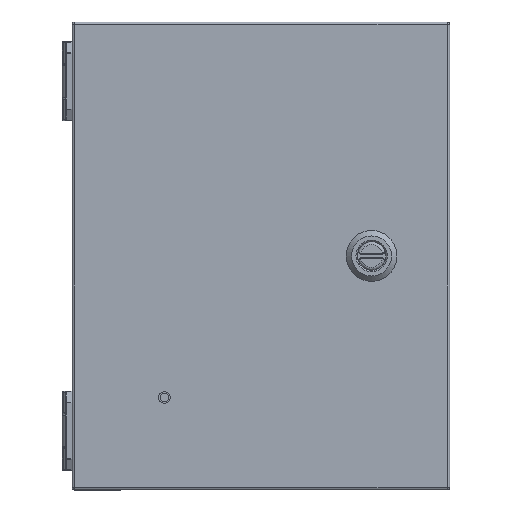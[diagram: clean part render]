
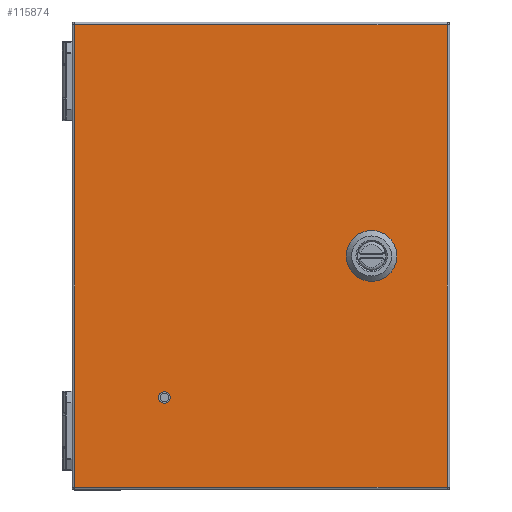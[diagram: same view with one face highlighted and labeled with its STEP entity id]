
A CAD part, top view. The second image highlights one B-rep face of the part: STEP entity #115874.
In plain terms, the highlighted planar face has unit normal (0, 0, 1).
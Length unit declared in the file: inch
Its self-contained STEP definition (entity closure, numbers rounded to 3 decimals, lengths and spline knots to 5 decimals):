
#3129 = CARTESIAN_POINT ( 'NONE',  ( 4.1452, -5.1275, 4.107 ) ) ;
#4010 = DIRECTION ( 'NONE',  ( -1., 0., 0. ) ) ;
#4182 = VECTOR ( 'NONE', #129243, 39.37008 ) ;
#4449 = LINE ( 'NONE', #28969, #28471 ) ;
#5544 = VECTOR ( 'NONE', #29719, 39.37008 ) ;
#6005 = CARTESIAN_POINT ( 'NONE',  ( 2.0762, 0.0001, 4.107 ) ) ;
#6201 = EDGE_CURVE ( 'NONE', #149790, #50727, #78416, .T. ) ;
#7414 = EDGE_CURVE ( 'NONE', #57157, #84930, #4449, .T. ) ;
#7678 = VECTOR ( 'NONE', #46636, 39.37008 ) ;
#7982 = ORIENTED_EDGE ( 'NONE', *, *, #114204, .F. ) ;
#8354 = CARTESIAN_POINT ( 'NONE',  ( 4.2052, -5.1275, 4.107 ) ) ;
#8687 = ORIENTED_EDGE ( 'NONE', *, *, #103889, .T. ) ;
#9423 = DIRECTION ( 'NONE',  ( -1., 0., 0. ) ) ;
#12578 = CIRCLE ( 'NONE', #148872, 0.443 ) ;
#14534 = EDGE_CURVE ( 'NONE', #24562, #57157, #31080, .T. ) ;
#14903 = CARTESIAN_POINT ( 'NONE',  ( 2.8682, 0.0001, 4.107 ) ) ;
#15522 = VERTEX_POINT ( 'NONE', #78449 ) ;
#18503 = EDGE_CURVE ( 'NONE', #15522, #55846, #80937, .T. ) ;
#18804 = CARTESIAN_POINT ( 'NONE',  ( 2.8682, -0.19858, 4.107 ) ) ;
#18822 = CARTESIAN_POINT ( 'NONE',  ( 2.4722, 0., 4.107 ) ) ;
#18867 = VECTOR ( 'NONE', #41709, 39.37008 ) ;
#19090 = CARTESIAN_POINT ( 'NONE',  ( -2.21855, -3.1395, 4.107 ) ) ;
#19580 = DIRECTION ( 'NONE',  ( -1., 0., 0. ) ) ;
#21271 = CIRCLE ( 'NONE', #152439, 0.09655 ) ;
#21302 = CARTESIAN_POINT ( 'NONE',  ( -4.11, -5.1875, 4.107 ) ) ;
#23285 = AXIS2_PLACEMENT_3D ( 'NONE', #18822, #43327, #19580 ) ;
#24562 = VERTEX_POINT ( 'NONE', #64120 ) ;
#24855 = LINE ( 'NONE', #107875, #47477 ) ;
#27735 = DIRECTION ( 'NONE',  ( 0., 0., 1. ) ) ;
#28256 = LINE ( 'NONE', #113656, #18867 ) ;
#28471 = VECTOR ( 'NONE', #91315, 39.37008 ) ;
#28969 = CARTESIAN_POINT ( 'NONE',  ( 1.0175, 0.396, 4.107 ) ) ;
#29095 = DIRECTION ( 'NONE',  ( 0., 1., 0. ) ) ;
#29719 = DIRECTION ( 'NONE',  ( 0., -1., 0. ) ) ;
#30139 = VERTEX_POINT ( 'NONE', #19090 ) ;
#30802 = CARTESIAN_POINT ( 'NONE',  ( 1.0175, 0.0001, 4.107 ) ) ;
#31080 = CIRCLE ( 'NONE', #114407, 0.443 ) ;
#33889 = ORIENTED_EDGE ( 'NONE', *, *, #6201, .F. ) ;
#35380 = EDGE_CURVE ( 'NONE', #84930, #68848, #12578, .T. ) ;
#37452 = CARTESIAN_POINT ( 'NONE',  ( 2.67077, -0.396, 4.107 ) ) ;
#39745 = ORIENTED_EDGE ( 'NONE', *, *, #60744, .T. ) ;
#40364 = FACE_BOUND ( 'NONE', #59929, .T. ) ;
#41709 = DIRECTION ( 'NONE',  ( 0., 1., 0. ) ) ;
#42391 = LINE ( 'NONE', #6005, #5544 ) ;
#43148 = AXIS2_PLACEMENT_3D ( 'NONE', #121056, #27735, #4010 ) ;
#43327 = DIRECTION ( 'NONE',  ( 0., 0., 1. ) ) ;
#44489 = CARTESIAN_POINT ( 'NONE',  ( 2.67077, 0.396, 4.107 ) ) ;
#46636 = DIRECTION ( 'NONE',  ( 0., -1., 0. ) ) ;
#46706 = CARTESIAN_POINT ( 'NONE',  ( 1.0175, -0.396, 4.107 ) ) ;
#47477 = VECTOR ( 'NONE', #74644, 39.37008 ) ;
#49306 = VECTOR ( 'NONE', #29095, 39.37008 ) ;
#50512 = LINE ( 'NONE', #14903, #49306 ) ;
#50667 = PLANE ( 'NONE',  #127434 ) ;
#50727 = VERTEX_POINT ( 'NONE', #18804 ) ;
#51815 = VERTEX_POINT ( 'NONE', #83187 ) ;
#52010 = ORIENTED_EDGE ( 'NONE', *, *, #35380, .F. ) ;
#52061 = DIRECTION ( 'NONE',  ( -1., 0., 0. ) ) ;
#54531 = DIRECTION ( 'NONE',  ( -1., 0., 0. ) ) ;
#55648 = CARTESIAN_POINT ( 'NONE',  ( 2.0762, -0.19858, 4.107 ) ) ;
#55846 = VERTEX_POINT ( 'NONE', #3129 ) ;
#57157 = VERTEX_POINT ( 'NONE', #44489 ) ;
#59929 = EDGE_LOOP ( 'NONE', ( #72296 ) ) ;
#60744 = EDGE_CURVE ( 'NONE', #51815, #15522, #139919, .T. ) ;
#64120 = CARTESIAN_POINT ( 'NONE',  ( 2.8682, 0.19858, 4.107 ) ) ;
#65440 = CARTESIAN_POINT ( 'NONE',  ( -2.122, -3.1395, 4.107 ) ) ;
#66091 = CARTESIAN_POINT ( 'NONE',  ( 2.0762, 0.19858, 4.107 ) ) ;
#66325 = ORIENTED_EDGE ( 'NONE', *, *, #151548, .F. ) ;
#66777 = EDGE_CURVE ( 'NONE', #30139, #30139, #21271, .T. ) ;
#67720 = EDGE_LOOP ( 'NONE', ( #52010, #78719, #137124, #97903, #33889, #7982, #119594, #66325 ) ) ;
#68071 = DIRECTION ( 'NONE',  ( 1., 0., 0. ) ) ;
#68848 = VERTEX_POINT ( 'NONE', #66091 ) ;
#72296 = ORIENTED_EDGE ( 'NONE', *, *, #66777, .F. ) ;
#74644 = DIRECTION ( 'NONE',  ( -1., 0., 0. ) ) ;
#78416 = CIRCLE ( 'NONE', #43148, 0.443 ) ;
#78449 = CARTESIAN_POINT ( 'NONE',  ( -4.11, -5.1275, 4.107 ) ) ;
#78719 = ORIENTED_EDGE ( 'NONE', *, *, #7414, .F. ) ;
#79004 = DIRECTION ( 'NONE',  ( 0., 0., 1. ) ) ;
#80937 = LINE ( 'NONE', #8354, #4182 ) ;
#83187 = CARTESIAN_POINT ( 'NONE',  ( -4.11, 5.1277, 4.107 ) ) ;
#84930 = VERTEX_POINT ( 'NONE', #104331 ) ;
#87050 = VERTEX_POINT ( 'NONE', #106454 ) ;
#88559 = EDGE_CURVE ( 'NONE', #50727, #24562, #50512, .T. ) ;
#91315 = DIRECTION ( 'NONE',  ( -1., 0., 0. ) ) ;
#93990 = EDGE_CURVE ( 'NONE', #87050, #51815, #24855, .T. ) ;
#97903 = ORIENTED_EDGE ( 'NONE', *, *, #88559, .F. ) ;
#98220 = DIRECTION ( 'NONE',  ( -1., 0., 0. ) ) ;
#103870 = ORIENTED_EDGE ( 'NONE', *, *, #93990, .T. ) ;
#103889 = EDGE_CURVE ( 'NONE', #55846, #87050, #28256, .T. ) ;
#104331 = CARTESIAN_POINT ( 'NONE',  ( 2.27362, 0.396, 4.107 ) ) ;
#106454 = CARTESIAN_POINT ( 'NONE',  ( 4.1452, 5.1277, 4.107 ) ) ;
#107875 = CARTESIAN_POINT ( 'NONE',  ( -4.17, 5.1277, 4.107 ) ) ;
#110961 = CARTESIAN_POINT ( 'NONE',  ( 2.4722, 0., 4.107 ) ) ;
#113656 = CARTESIAN_POINT ( 'NONE',  ( 4.1452, 5.1877, 4.107 ) ) ;
#114204 = EDGE_CURVE ( 'NONE', #115564, #149790, #154034, .T. ) ;
#114407 = AXIS2_PLACEMENT_3D ( 'NONE', #117713, #79004, #9423 ) ;
#115405 = EDGE_LOOP ( 'NONE', ( #120176, #8687, #103870, #39745 ) ) ;
#115564 = VERTEX_POINT ( 'NONE', #134202 ) ;
#115874 = ADVANCED_FACE ( 'NONE', ( #135983, #40364, #135224 ), #50667, .T. ) ;
#117713 = CARTESIAN_POINT ( 'NONE',  ( 2.4722, 0., 4.107 ) ) ;
#119594 = ORIENTED_EDGE ( 'NONE', *, *, #147376, .F. ) ;
#120176 = ORIENTED_EDGE ( 'NONE', *, *, #18503, .T. ) ;
#121056 = CARTESIAN_POINT ( 'NONE',  ( 2.4722, 0., 4.107 ) ) ;
#121207 = DIRECTION ( 'NONE',  ( 0., 0., 1. ) ) ;
#124628 = VECTOR ( 'NONE', #68071, 39.37008 ) ;
#127434 = AXIS2_PLACEMENT_3D ( 'NONE', #30802, #151660, #54531 ) ;
#129243 = DIRECTION ( 'NONE',  ( 1., 0., 0. ) ) ;
#134202 = CARTESIAN_POINT ( 'NONE',  ( 2.27362, -0.396, 4.107 ) ) ;
#135224 = FACE_OUTER_BOUND ( 'NONE', #115405, .T. ) ;
#135983 = FACE_BOUND ( 'NONE', #67720, .T. ) ;
#136910 = CIRCLE ( 'NONE', #23285, 0.443 ) ;
#137124 = ORIENTED_EDGE ( 'NONE', *, *, #14534, .F. ) ;
#137401 = DIRECTION ( 'NONE',  ( 0., 0., 1. ) ) ;
#139919 = LINE ( 'NONE', #21302, #7678 ) ;
#146405 = VERTEX_POINT ( 'NONE', #55648 ) ;
#147376 = EDGE_CURVE ( 'NONE', #146405, #115564, #136910, .T. ) ;
#148872 = AXIS2_PLACEMENT_3D ( 'NONE', #110961, #121207, #98220 ) ;
#149790 = VERTEX_POINT ( 'NONE', #37452 ) ;
#151548 = EDGE_CURVE ( 'NONE', #68848, #146405, #42391, .T. ) ;
#151660 = DIRECTION ( 'NONE',  ( 0., 0., 1. ) ) ;
#152439 = AXIS2_PLACEMENT_3D ( 'NONE', #65440, #137401, #52061 ) ;
#154034 = LINE ( 'NONE', #46706, #124628 ) ;
